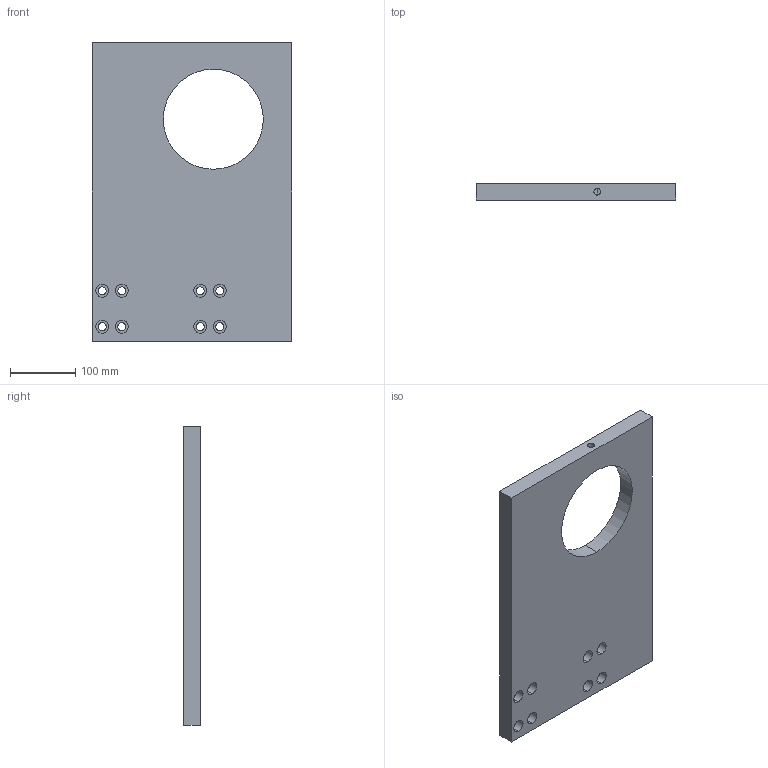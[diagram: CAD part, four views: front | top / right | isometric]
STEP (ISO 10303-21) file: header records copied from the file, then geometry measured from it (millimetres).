
FILE_DESCRIPTION (( 'STEP AP203' ), '1' );
FILE_NAME ('SwivelPlate.STEP', '2012-06-04T23:31:14', ( '' ), ( '' ), 'SwSTEP 2.0', 'SolidWorks 2010', '' );
FILE_SCHEMA (( 'CONFIG_CONTROL_DESIGN' ));
Length unit declared in the file: millimetre
Products named in the file (1): SwivelPlate
Bounding box: 304.8 x 25.4 x 457.2 mm (x, y, z)
Volume: 3025197.1 mm3; surface area: 302493.8 mm2
Topology: 1 solids, 1 shells, 50 faces, 123 edges, 82 vertices
Faces by surface type: cylinder 36, plane 14
Entity records: 1708 total; most frequent: CARTESIAN_POINT 338, DIRECTION 291, ORIENTED_EDGE 246, EDGE_CURVE 123, AXIS2_PLACEMENT_3D 121, VERTEX_POINT 82, EDGE_LOOP 77, CIRCLE 70
